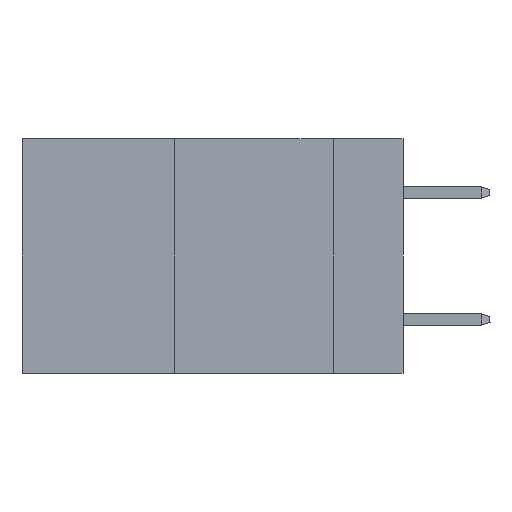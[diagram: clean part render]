
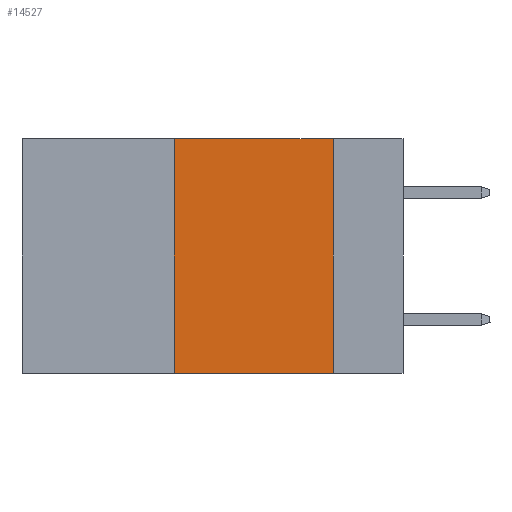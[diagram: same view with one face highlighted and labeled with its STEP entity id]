
A CAD part, left-side view. The second image highlights one B-rep face of the part: STEP entity #14527.
In plain terms, the highlighted planar face has unit normal (-1, 0, 0).
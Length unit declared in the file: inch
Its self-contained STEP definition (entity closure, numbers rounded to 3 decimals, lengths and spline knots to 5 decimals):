
#601 = DIRECTION ( 'NONE',  ( 0., 0., -1. ) ) ;
#1034 = VECTOR ( 'NONE', #7997, 39.37008 ) ;
#1059 = EDGE_LOOP ( 'NONE', ( #7992, #10044, #10146, #29520 ) ) ;
#1118 = DIRECTION ( 'NONE',  ( 0., -1., 0. ) ) ;
#1965 = CARTESIAN_POINT ( 'NONE',  ( 0., 0.36, -0.37 ) ) ;
#2037 = PLANE ( 'NONE',  #23773 ) ;
#4657 = CARTESIAN_POINT ( 'NONE',  ( 0., 0.36, 0. ) ) ;
#5339 = VECTOR ( 'NONE', #11614, 39.37008 ) ;
#5405 = CARTESIAN_POINT ( 'NONE',  ( 0., 0.6, -0.37 ) ) ;
#6633 = EDGE_CURVE ( 'NONE', #9815, #31512, #23251, .T. ) ;
#7992 = ORIENTED_EDGE ( 'NONE', *, *, #9973, .F. ) ;
#7997 = DIRECTION ( 'NONE',  ( 0., -1., 0. ) ) ;
#8403 = CARTESIAN_POINT ( 'NONE',  ( 0., 0.6, 0. ) ) ;
#9815 = VERTEX_POINT ( 'NONE', #12251 ) ;
#9973 = EDGE_CURVE ( 'NONE', #31512, #26554, #28212, .T. ) ;
#10044 = ORIENTED_EDGE ( 'NONE', *, *, #6633, .F. ) ;
#10146 = ORIENTED_EDGE ( 'NONE', *, *, #18817, .F. ) ;
#10489 = VERTEX_POINT ( 'NONE', #1965 ) ;
#11614 = DIRECTION ( 'NONE',  ( 0., 0., 1. ) ) ;
#11898 = DIRECTION ( 'NONE',  ( 1., 0., 0. ) ) ;
#12251 = CARTESIAN_POINT ( 'NONE',  ( 0., 0.36, 0. ) ) ;
#12997 = EDGE_CURVE ( 'NONE', #10489, #26554, #27535, .T. ) ;
#14527 = ADVANCED_FACE ( 'NONE', ( #28843 ), #2037, .F. ) ;
#16457 = LINE ( 'NONE', #4657, #5339 ) ;
#17261 = CARTESIAN_POINT ( 'NONE',  ( 0., 0.11, -0.37 ) ) ;
#18817 = EDGE_CURVE ( 'NONE', #10489, #9815, #16457, .T. ) ;
#23251 = LINE ( 'NONE', #8403, #29797 ) ;
#23773 = AXIS2_PLACEMENT_3D ( 'NONE', #23847, #11898, #31094 ) ;
#23847 = CARTESIAN_POINT ( 'NONE',  ( 0., 0.6, 0. ) ) ;
#23883 = VECTOR ( 'NONE', #601, 39.37008 ) ;
#25633 = CARTESIAN_POINT ( 'NONE',  ( 0., 0.11, 0. ) ) ;
#26554 = VERTEX_POINT ( 'NONE', #17261 ) ;
#27535 = LINE ( 'NONE', #5405, #1034 ) ;
#28212 = LINE ( 'NONE', #25633, #23883 ) ;
#28843 = FACE_OUTER_BOUND ( 'NONE', #1059, .T. ) ;
#29330 = CARTESIAN_POINT ( 'NONE',  ( 0., 0.11, 0. ) ) ;
#29520 = ORIENTED_EDGE ( 'NONE', *, *, #12997, .T. ) ;
#29797 = VECTOR ( 'NONE', #1118, 39.37008 ) ;
#31094 = DIRECTION ( 'NONE',  ( 0., 0., -1. ) ) ;
#31512 = VERTEX_POINT ( 'NONE', #29330 ) ;
